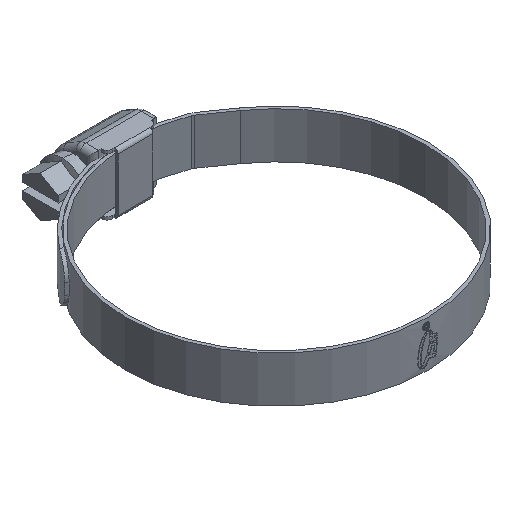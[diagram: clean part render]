
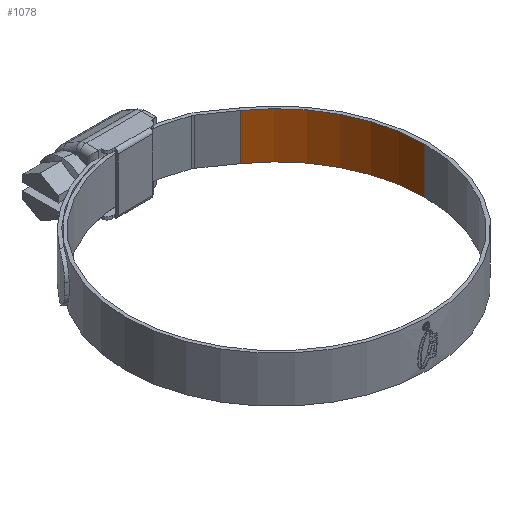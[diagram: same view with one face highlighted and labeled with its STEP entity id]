
A CAD part, isometric view. The second image highlights one B-rep face of the part: STEP entity #1078.
In plain terms, the highlighted cylindrical face has radius 25.5 mm (diameter 51 mm), a partial arc.
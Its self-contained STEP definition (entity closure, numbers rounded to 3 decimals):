
#479 = VERTEX_POINT ( 'NONE', #2673 ) ;
#554 = CARTESIAN_POINT ( 'NONE',  ( 14.626, 20.888, 3.96 ) ) ;
#901 = LINE ( 'NONE', #5877, #3295 ) ;
#905 = ORIENTED_EDGE ( 'NONE', *, *, #5960, .T. ) ;
#1078 = ADVANCED_FACE ( 'NONE', ( #1995 ), #6360, .F. ) ;
#1285 = CARTESIAN_POINT ( 'NONE',  ( 0., 0., 3.96 ) ) ;
#1320 = CARTESIAN_POINT ( 'NONE',  ( 14.626, 20.888, -3.96 ) ) ;
#1612 = EDGE_CURVE ( 'NONE', #3443, #2752, #4354, .T. ) ;
#1664 = ORIENTED_EDGE ( 'NONE', *, *, #6417, .F. ) ;
#1690 = CARTESIAN_POINT ( 'NONE',  ( 0., 0., -3.96 ) ) ;
#1995 = FACE_OUTER_BOUND ( 'NONE', #2941, .T. ) ;
#2404 = CIRCLE ( 'NONE', #6442, 25.5 ) ;
#2668 = CARTESIAN_POINT ( 'NONE',  ( 25.5, 0., 3.96 ) ) ;
#2673 = CARTESIAN_POINT ( 'NONE',  ( 25.5, 0., -3.96 ) ) ;
#2752 = VERTEX_POINT ( 'NONE', #1320 ) ;
#2941 = EDGE_LOOP ( 'NONE', ( #5031, #905, #6797, #1664 ) ) ;
#3099 = DIRECTION ( 'NONE',  ( 0., 0., -1. ) ) ;
#3295 = VECTOR ( 'NONE', #3692, 1000. ) ;
#3414 = VECTOR ( 'NONE', #4456, 1000. ) ;
#3443 = VERTEX_POINT ( 'NONE', #5767 ) ;
#3580 = DIRECTION ( 'NONE',  ( 1., 0., 0. ) ) ;
#3692 = DIRECTION ( 'NONE',  ( 0., 0., -1. ) ) ;
#3771 = AXIS2_PLACEMENT_3D ( 'NONE', #1690, #6571, #3580 ) ;
#3811 = EDGE_CURVE ( 'NONE', #4503, #479, #901, .T. ) ;
#4242 = CIRCLE ( 'NONE', #3771, 25.5 ) ;
#4354 = LINE ( 'NONE', #554, #3414 ) ;
#4456 = DIRECTION ( 'NONE',  ( 0., 0., -1. ) ) ;
#4503 = VERTEX_POINT ( 'NONE', #2668 ) ;
#4799 = CARTESIAN_POINT ( 'NONE',  ( 0., 0., 3.96 ) ) ;
#5031 = ORIENTED_EDGE ( 'NONE', *, *, #3811, .F. ) ;
#5705 = DIRECTION ( 'NONE',  ( 1., 0., 0. ) ) ;
#5767 = CARTESIAN_POINT ( 'NONE',  ( 14.626, 20.888, 3.96 ) ) ;
#5877 = CARTESIAN_POINT ( 'NONE',  ( 25.5, 0., 3.96 ) ) ;
#5960 = EDGE_CURVE ( 'NONE', #4503, #3443, #2404, .T. ) ;
#6294 = DIRECTION ( 'NONE',  ( 0., 0., 1. ) ) ;
#6360 = CYLINDRICAL_SURFACE ( 'NONE', #6420, 25.5 ) ;
#6392 = DIRECTION ( 'NONE',  ( -1., 0., 0. ) ) ;
#6417 = EDGE_CURVE ( 'NONE', #479, #2752, #4242, .T. ) ;
#6420 = AXIS2_PLACEMENT_3D ( 'NONE', #4799, #3099, #6392 ) ;
#6442 = AXIS2_PLACEMENT_3D ( 'NONE', #1285, #6294, #5705 ) ;
#6571 = DIRECTION ( 'NONE',  ( 0., 0., 1. ) ) ;
#6797 = ORIENTED_EDGE ( 'NONE', *, *, #1612, .T. ) ;
